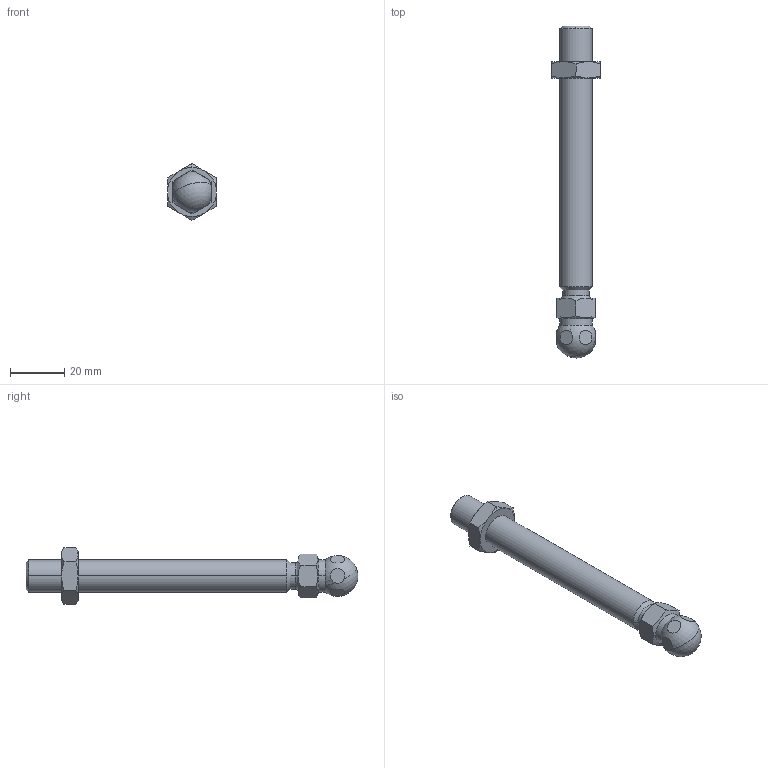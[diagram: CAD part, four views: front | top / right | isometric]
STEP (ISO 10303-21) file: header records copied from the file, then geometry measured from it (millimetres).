
FILE_DESCRIPTION (( 'STEP AP203' ), '1' );
FILE_NAME ('203600310_c_1.STEP', '2022-06-30T09:40:59', ( '' ), ( '' ), 'SwSTEP 2.0', 'SolidWorks 2014', '' );
FILE_SCHEMA (( 'CONFIG_CONTROL_DESIGN' ));
Length unit declared in the file: millimetre
Products named in the file (1): 203600310_c_1
Bounding box: 18 x 121.99 x 20.78 mm (x, y, z)
Volume: 15404 mm3; surface area: 5890.5 mm2
Topology: 2 solids, 2 shells, 66 faces, 164 edges, 105 vertices
Faces by surface type: cone 30, plane 22, cylinder 10, torus 2, sphere 2
Entity records: 2133 total; most frequent: CARTESIAN_POINT 528, DIRECTION 324, ORIENTED_EDGE 318, EDGE_CURVE 159, AXIS2_PLACEMENT_3D 142, VERTEX_POINT 102, CIRCLE 75, EDGE_LOOP 73
